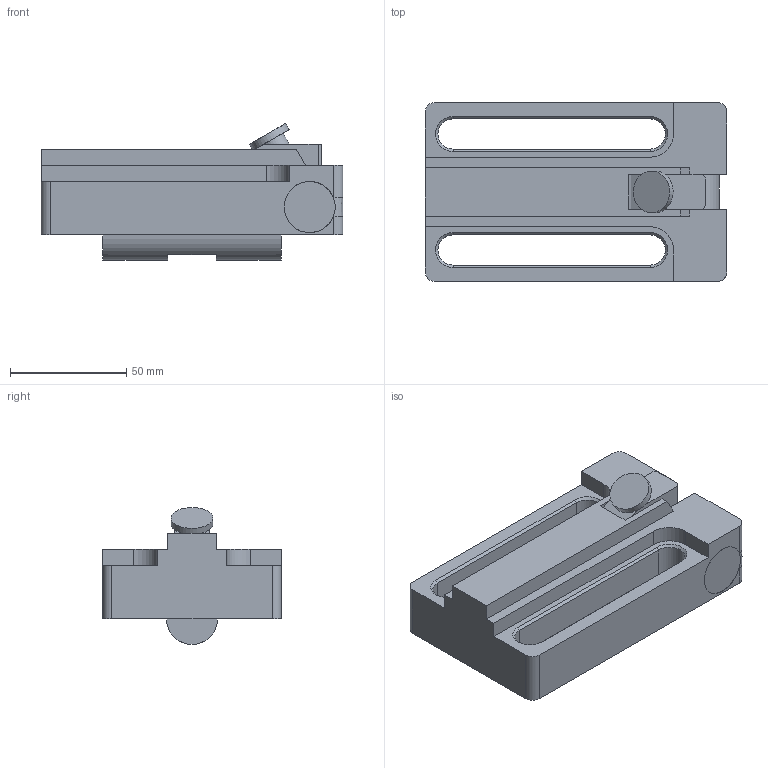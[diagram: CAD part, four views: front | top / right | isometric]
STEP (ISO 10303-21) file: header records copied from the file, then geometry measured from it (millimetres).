
FILE_DESCRIPTION( ( 'Unknown' ), '1' );
FILE_NAME( 'CP31-1250.stp', 'Unknown', ( 'Unknown' ), ( 'Unknown' ), 'XStep 1.0', 'Unknown', ' ' );
FILE_SCHEMA( ( 'CONFIG_CONTROL_DESIGN' ) );
Length unit declared in the file: millimetre
Products named in the file (5): Assem1; 1; 2; 3; 4
Bounding box: 130 x 77 x 59 mm (x, y, z)
Volume: 441536.4 mm3; surface area: 106491.9 mm2
Topology: 8 solids, 8 shells, 162 faces, 404 edges, 256 vertices
Faces by surface type: plane 102, cylinder 38, cone 18, bspline 4
Full cylindrical faces by diameter (mm): 10.2 x2, 12 x4, 18 x2, 22 x6
Entity records: 2728 total; most frequent: CARTESIAN_POINT 577, DIRECTION 406, ORIENTED_EDGE 380, EDGE_CURVE 190, LINE 136, VECTOR 136, AXIS2_PLACEMENT_3D 135, VERTEX_POINT 124
